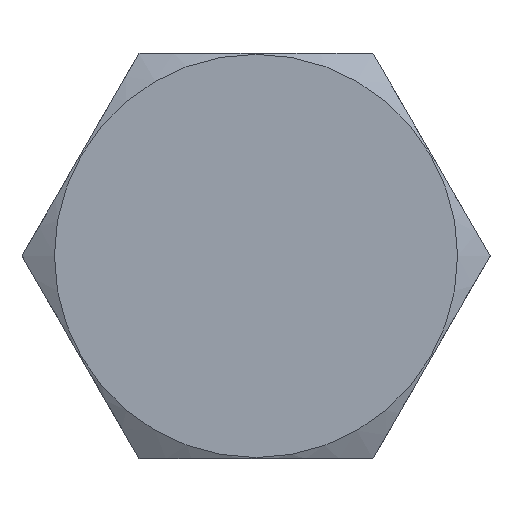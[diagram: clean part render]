
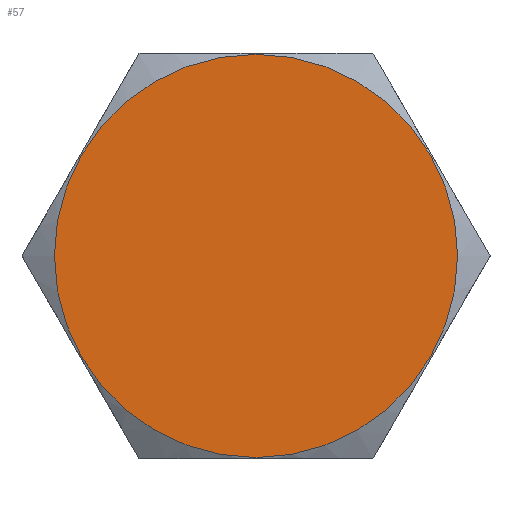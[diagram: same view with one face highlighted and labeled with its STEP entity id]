
A CAD part, top view. The second image highlights one B-rep face of the part: STEP entity #57.
In plain terms, the highlighted planar face has unit normal (0, 0, 1).
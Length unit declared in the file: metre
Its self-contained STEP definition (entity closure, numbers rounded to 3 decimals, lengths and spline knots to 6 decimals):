
#57 = ADVANCED_FACE( 'NONE', ( #120 ), #121, .T. );
#120 = FACE_OUTER_BOUND( '', #187, .T. );
#121 = PLANE( '', #188 );
#187 = EDGE_LOOP( '', ( #281 ) );
#188 = AXIS2_PLACEMENT_3D( '', #282, #283, #284 );
#281 = ORIENTED_EDGE( '', *, *, #352, .T. );
#282 = CARTESIAN_POINT( '', ( 0., 0., 0.006 ) );
#283 = DIRECTION( '', ( 0., 0., 1. ) );
#284 = DIRECTION( '', ( 1., 0., 0. ) );
#352 = EDGE_CURVE( 'NONE', #404, #404, #405, .T. );
#404 = VERTEX_POINT( '', #527 );
#405 = CIRCLE( '', #528, 0.0189 );
#527 = CARTESIAN_POINT( '', ( 0.0189, 0., 0.006 ) );
#528 = AXIS2_PLACEMENT_3D( '', #619, #620, #621 );
#619 = CARTESIAN_POINT( '', ( 0., 0., 0.006 ) );
#620 = DIRECTION( '', ( 0., 0., 1. ) );
#621 = DIRECTION( '', ( 1., 0., 0. ) );
